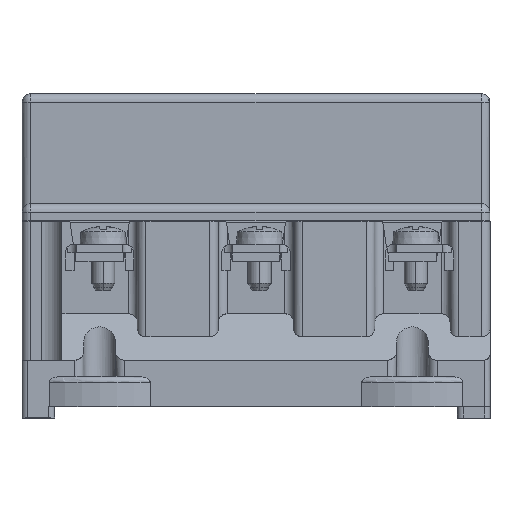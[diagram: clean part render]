
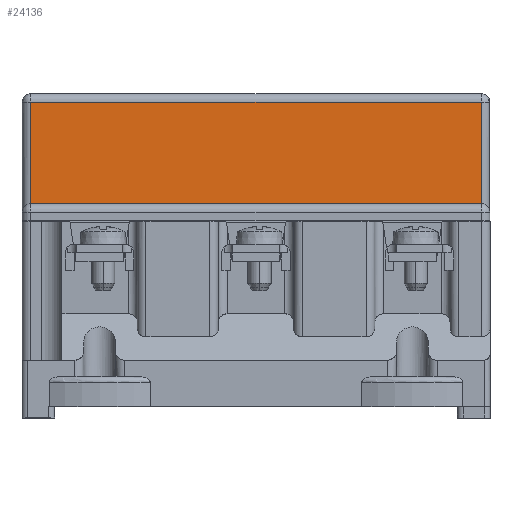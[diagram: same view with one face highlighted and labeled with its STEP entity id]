
A CAD part, top view. The second image highlights one B-rep face of the part: STEP entity #24136.
In plain terms, the highlighted face is planar.
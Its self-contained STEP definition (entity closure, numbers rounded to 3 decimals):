
#21657=DIRECTION('',(0.,1.,0.));
#21658=VECTOR('',#21657,17.5);
#21659=CARTESIAN_POINT('',(22.5,3.,-38.85));
#21660=LINE('',#21659,#21658);
#21661=DIRECTION('',(0.,0.,1.));
#21662=VECTOR('',#21661,77.7);
#21663=CARTESIAN_POINT('',(22.5,3.,-38.85));
#21664=LINE('',#21663,#21662);
#21665=DIRECTION('',(0.,-1.,0.));
#21666=VECTOR('',#21665,17.5);
#21667=CARTESIAN_POINT('',(22.5,20.5,38.85));
#21668=LINE('',#21667,#21666);
#21707=DIRECTION('',(0.,0.,1.));
#21708=VECTOR('',#21707,77.7);
#21709=CARTESIAN_POINT('',(22.5,20.5,-38.85));
#21710=LINE('',#21709,#21708);
#23388=CARTESIAN_POINT('',(22.5,3.,-38.85));
#23389=VERTEX_POINT('',#23388);
#23390=CARTESIAN_POINT('',(22.5,3.,38.85));
#23391=VERTEX_POINT('',#23390);
#23402=CARTESIAN_POINT('',(22.5,20.5,-38.85));
#23403=VERTEX_POINT('',#23402);
#23404=CARTESIAN_POINT('',(22.5,20.5,38.85));
#23405=VERTEX_POINT('',#23404);
#24123=CARTESIAN_POINT('',(22.5,3.,-40.35));
#24124=DIRECTION('',(1.,0.,0.));
#24125=DIRECTION('',(0.,1.,0.));
#24126=AXIS2_PLACEMENT_3D('',#24123,#24124,#24125);
#24127=PLANE('',#24126);
#24129=ORIENTED_EDGE('',*,*,#24128,.F.);
#24131=ORIENTED_EDGE('',*,*,#24130,.F.);
#24132=ORIENTED_EDGE('',*,*,#24109,.F.);
#24133=ORIENTED_EDGE('',*,*,#24042,.T.);
#24134=EDGE_LOOP('',(#24129,#24131,#24132,#24133));
#24135=FACE_OUTER_BOUND('',#24134,.F.);
#24042=EDGE_CURVE('',#23389,#23391,#21664,.T.);
#24109=EDGE_CURVE('',#23389,#23403,#21660,.T.);
#24128=EDGE_CURVE('',#23405,#23391,#21668,.T.);
#24130=EDGE_CURVE('',#23403,#23405,#21710,.T.);
#24136=ADVANCED_FACE('',(#24135),#24127,.T.);
